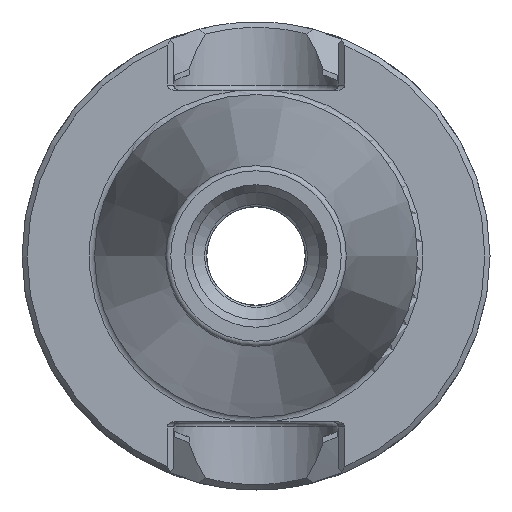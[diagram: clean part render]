
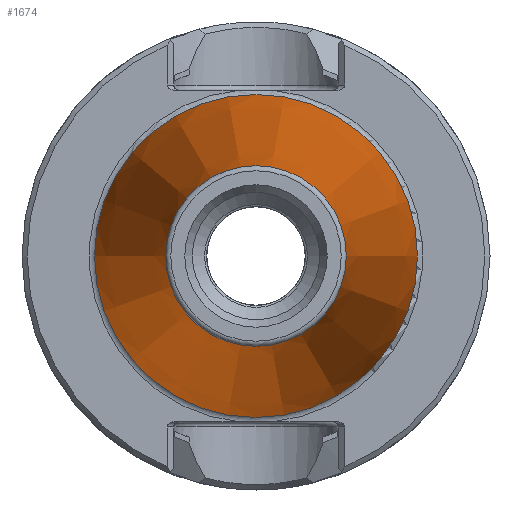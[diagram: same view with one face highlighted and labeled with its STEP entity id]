
A CAD part, left-side view. The second image highlights one B-rep face of the part: STEP entity #1674.
In plain terms, the highlighted conical face has half-angle 8.297 degrees and reference radius 12.345 mm.
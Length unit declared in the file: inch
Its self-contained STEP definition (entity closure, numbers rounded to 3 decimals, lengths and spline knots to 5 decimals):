
#242=CONICAL_SURFACE('',#1846,0.48602,8.297);
#356=FACE_BOUND('',#591,.T.);
#448=FACE_OUTER_BOUND('',#590,.T.);
#590=EDGE_LOOP('',(#1386));
#591=EDGE_LOOP('',(#1387));
#715=CIRCLE('',#1829,0.625);
#723=CIRCLE('',#1844,0.34954);
#864=VERTEX_POINT('',#2946);
#872=VERTEX_POINT('',#2969);
#1063=EDGE_CURVE('',#864,#864,#715,.T.);
#1071=EDGE_CURVE('',#872,#872,#723,.T.);
#1386=ORIENTED_EDGE('',*,*,#1063,.F.);
#1387=ORIENTED_EDGE('',*,*,#1071,.F.);
#1674=ADVANCED_FACE('',(#448,#356),#242,.T.);
#1829=AXIS2_PLACEMENT_3D('',#2947,#2199,#2200);
#1844=AXIS2_PLACEMENT_3D('',#2970,#2229,#2230);
#1846=AXIS2_PLACEMENT_3D('',#2972,#2233,#2234);
#2199=DIRECTION('center_axis',(1.,0.,0.));
#2200=DIRECTION('ref_axis',(0.,1.,0.));
#2229=DIRECTION('center_axis',(-1.,0.,0.));
#2230=DIRECTION('ref_axis',(0.,-1.,0.));
#2233=DIRECTION('center_axis',(1.,0.,0.));
#2234=DIRECTION('ref_axis',(0.,1.,0.));
#2946=CARTESIAN_POINT('',(0.,0.625,0.));
#2947=CARTESIAN_POINT('Origin',(0.,0.,0.));
#2969=CARTESIAN_POINT('',(-1.88889,0.34954,0.));
#2970=CARTESIAN_POINT('Origin',(-1.88889,0.,0.));
#2972=CARTESIAN_POINT('Origin',(-0.953,0.,0.));
